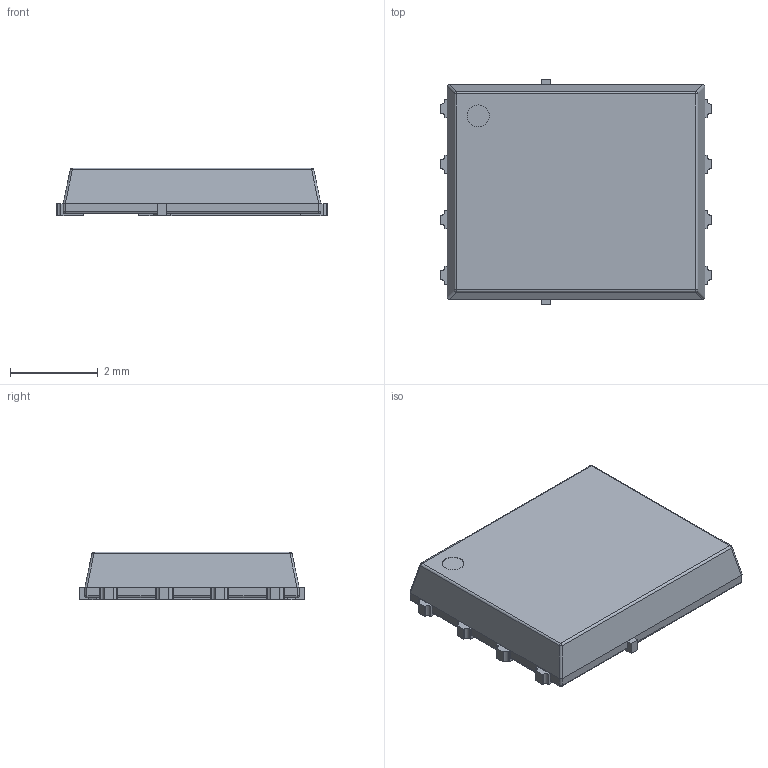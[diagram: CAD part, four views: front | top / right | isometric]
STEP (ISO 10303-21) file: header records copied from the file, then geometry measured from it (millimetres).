
FILE_DESCRIPTION(/* description */ ('model of SO8-PowerPAK'),/* implementation_level */ '2;1');
FILE_NAME(/* name */ 'SO8-PowerPAK.stp',/* time_stamp */ '2015-12-05T22:24:31',/* author */ ('Joan The Spark',''),/* organization */ (''),/* preprocessor_version */ '',/* originating_system */ '',/* authorisation */ '');
FILE_SCHEMA (('AUTOMOTIVE_DESIGN { 1 0 10303 214 3 1 1 }'));
Length unit declared in the file: millimetre
Products named in the file (1): SO8-PowerPAK-single
Bounding box: 6.19 x 5.15 x 1.09 mm (x, y, z)
Volume: 29.5 mm3; surface area: 78.6 mm2
Topology: 1 solids, 1 shells, 166 faces, 465 edges, 302 vertices
Faces by surface type: plane 115, cylinder 43, sphere 8
Full cylindrical faces by diameter (mm): 0.5 x1
Entity records: 5371 total; most frequent: CARTESIAN_POINT 933, ORIENTED_EDGE 928, DIRECTION 888, EDGE_CURVE 464, LINE 374, VECTOR 374, VERTEX_POINT 302, AXIS2_PLACEMENT_3D 257
